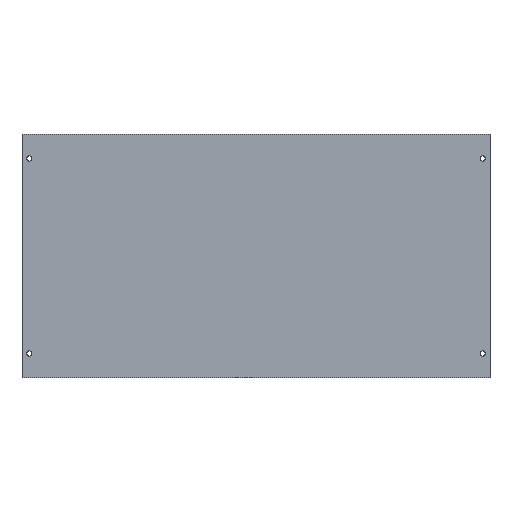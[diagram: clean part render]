
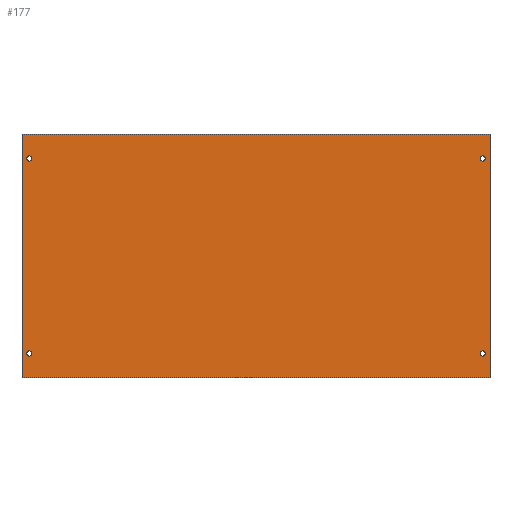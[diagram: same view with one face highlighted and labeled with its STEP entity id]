
A CAD part, front view. The second image highlights one B-rep face of the part: STEP entity #177.
In plain terms, the highlighted planar face has unit normal (0, -1, 0).
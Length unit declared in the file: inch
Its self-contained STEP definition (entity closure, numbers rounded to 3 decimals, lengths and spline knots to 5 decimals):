
#19=FACE_BOUND('',#50,.T.);
#20=FACE_BOUND('',#51,.T.);
#21=FACE_BOUND('',#52,.T.);
#22=FACE_BOUND('',#53,.T.);
#31=CIRCLE('',#196,0.1325);
#32=CIRCLE('',#197,0.1325);
#33=CIRCLE('',#198,0.1325);
#34=CIRCLE('',#199,0.1325);
#39=FACE_OUTER_BOUND('',#49,.T.);
#49=EDGE_LOOP('',(#131,#132,#133,#134));
#50=EDGE_LOOP('',(#135));
#51=EDGE_LOOP('',(#136));
#52=EDGE_LOOP('',(#137));
#53=EDGE_LOOP('',(#138));
#71=LINE('',#267,#83);
#72=LINE('',#269,#84);
#73=LINE('',#271,#85);
#74=LINE('',#272,#86);
#83=VECTOR('',#217,12.5);
#84=VECTOR('',#218,24.);
#85=VECTOR('',#219,12.5);
#86=VECTOR('',#220,24.);
#95=VERTEX_POINT('',#265);
#96=VERTEX_POINT('',#266);
#97=VERTEX_POINT('',#268);
#98=VERTEX_POINT('',#270);
#99=VERTEX_POINT('',#273);
#100=VERTEX_POINT('',#275);
#101=VERTEX_POINT('',#277);
#102=VERTEX_POINT('',#279);
#111=EDGE_CURVE('',#95,#96,#71,.T.);
#112=EDGE_CURVE('',#96,#97,#72,.T.);
#113=EDGE_CURVE('',#97,#98,#73,.T.);
#114=EDGE_CURVE('',#98,#95,#74,.T.);
#115=EDGE_CURVE('',#99,#99,#31,.T.);
#116=EDGE_CURVE('',#100,#100,#32,.T.);
#117=EDGE_CURVE('',#101,#101,#33,.T.);
#118=EDGE_CURVE('',#102,#102,#34,.T.);
#131=ORIENTED_EDGE('',*,*,#111,.T.);
#132=ORIENTED_EDGE('',*,*,#112,.T.);
#133=ORIENTED_EDGE('',*,*,#113,.T.);
#134=ORIENTED_EDGE('',*,*,#114,.T.);
#135=ORIENTED_EDGE('',*,*,#115,.F.);
#136=ORIENTED_EDGE('',*,*,#116,.F.);
#137=ORIENTED_EDGE('',*,*,#117,.F.);
#138=ORIENTED_EDGE('',*,*,#118,.F.);
#171=PLANE('',#195);
#177=ADVANCED_FACE('',(#39,#19,#20,#21,#22),#171,.F.);
#195=AXIS2_PLACEMENT_3D('',#264,#215,#216);
#196=AXIS2_PLACEMENT_3D('',#274,#221,#222);
#197=AXIS2_PLACEMENT_3D('',#276,#223,#224);
#198=AXIS2_PLACEMENT_3D('',#278,#225,#226);
#199=AXIS2_PLACEMENT_3D('',#280,#227,#228);
#215=DIRECTION('center_axis',(0.,1.,0.));
#216=DIRECTION('ref_axis',(1.,0.,0.));
#217=DIRECTION('',(0.,0.,-1.));
#218=DIRECTION('',(1.,0.,0.));
#219=DIRECTION('',(0.,0.,1.));
#220=DIRECTION('',(-1.,0.,0.));
#221=DIRECTION('center_axis',(0.,-1.,0.));
#222=DIRECTION('ref_axis',(-1.,0.,0.));
#223=DIRECTION('center_axis',(0.,-1.,0.));
#224=DIRECTION('ref_axis',(-1.,0.,0.));
#225=DIRECTION('center_axis',(0.,-1.,0.));
#226=DIRECTION('ref_axis',(-1.,0.,0.));
#227=DIRECTION('center_axis',(0.,-1.,0.));
#228=DIRECTION('ref_axis',(-1.,0.,0.));
#264=CARTESIAN_POINT('Origin',(0.,0.,0.));
#265=CARTESIAN_POINT('',(-12.,0.,6.25));
#266=CARTESIAN_POINT('',(-12.,0.,-6.25));
#267=CARTESIAN_POINT('',(-12.,0.,6.25));
#268=CARTESIAN_POINT('',(12.,0.,-6.25));
#269=CARTESIAN_POINT('',(-12.,0.,-6.25));
#270=CARTESIAN_POINT('',(12.,0.,6.25));
#271=CARTESIAN_POINT('',(12.,0.,-6.25));
#272=CARTESIAN_POINT('',(12.,0.,6.25));
#273=CARTESIAN_POINT('',(-11.7575,0.,-5.));
#274=CARTESIAN_POINT('Origin',(-11.625,0.,-5.));
#275=CARTESIAN_POINT('',(-11.7575,0.,5.));
#276=CARTESIAN_POINT('Origin',(-11.625,0.,5.));
#277=CARTESIAN_POINT('',(11.7575,0.,-5.));
#278=CARTESIAN_POINT('Origin',(11.625,0.,-5.));
#279=CARTESIAN_POINT('',(11.7575,0.,5.));
#280=CARTESIAN_POINT('Origin',(11.625,0.,5.));
